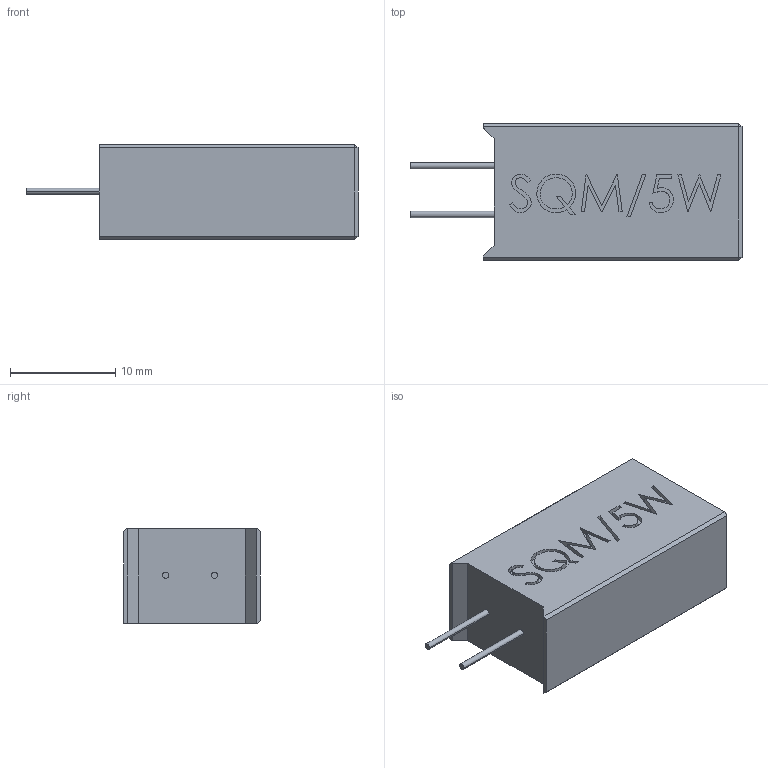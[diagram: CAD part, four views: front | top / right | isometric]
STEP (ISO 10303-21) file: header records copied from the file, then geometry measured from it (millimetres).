
FILE_DESCRIPTION (( 'STEP AP214' ), '1' );
FILE_NAME ('User Library-sqm5w.STEP', '2013-07-25T06:09:28', ( 'Windows User' ), ( '' ), 'SwSTEP 2.0', 'SolidWorks 2013', '' );
FILE_SCHEMA (( 'AUTOMOTIVE_DESIGN' ));
Length unit declared in the file: millimetre
Products named in the file (1): User Library-sqm5w
Bounding box: 31.57 x 13 x 9 mm (x, y, z)
Volume: 2764.5 mm3; surface area: 1367.4 mm2
Topology: 1 solids, 1 shells, 110 faces, 287 edges, 188 vertices
Faces by surface type: plane 73, bspline 33, cylinder 4
Entity records: 6273 total; most frequent: CARTESIAN_POINT 2547, ORIENTED_EDGE 574, DIRECTION 385, EDGE_CURVE 287, LINE 213, VECTOR 213, VERTEX_POINT 188, EDGE_LOOP 119
